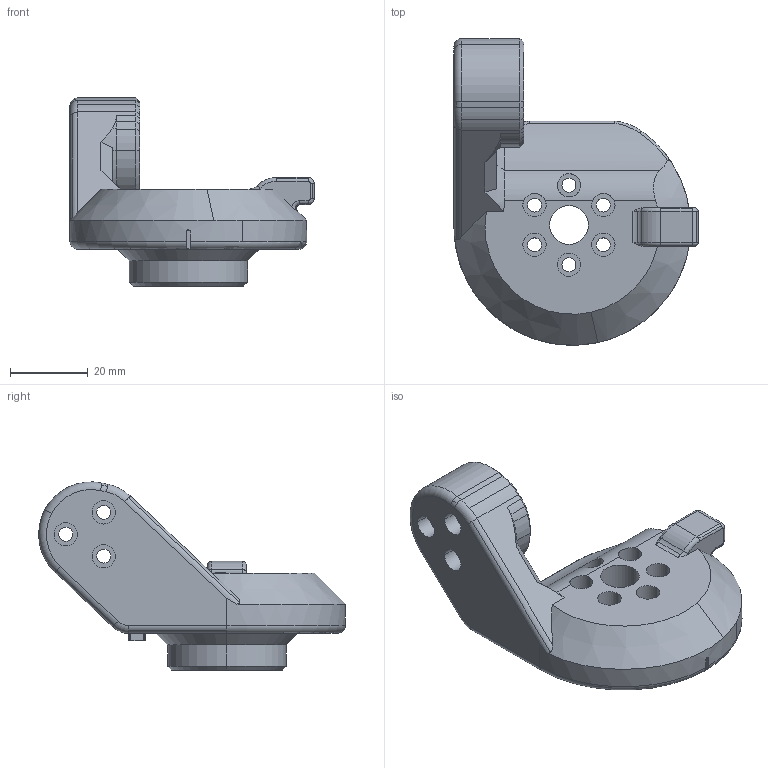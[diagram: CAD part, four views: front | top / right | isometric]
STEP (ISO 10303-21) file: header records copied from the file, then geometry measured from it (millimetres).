
FILE_DESCRIPTION (( 'STEP AP203' ), '1' );
FILE_NAME ('Joint1_Dummy v164 v1.STEP', '2023-12-03T07:57:04', ( '' ), ( '' ), 'SwSTEP 2.0', 'SolidWorks 2022', '' );
FILE_SCHEMA (( 'CONFIG_CONTROL_DESIGN' ));
Length unit declared in the file: millimetre
Products named in the file (1): Joint1_Dummy v164 v1
Bounding box: 62.9 x 79 x 48.48 mm (x, y, z)
Volume: 53298.5 mm3; surface area: 15006.9 mm2
Topology: 1 solids, 1 shells, 184 faces, 475 edges, 302 vertices
Faces by surface type: cylinder 97, plane 39, cone 23, torus 16, bspline 9
Entity records: 6467 total; most frequent: CARTESIAN_POINT 1837, DIRECTION 991, ORIENTED_EDGE 950, EDGE_CURVE 475, AXIS2_PLACEMENT_3D 408, VERTEX_POINT 302, CIRCLE 232, EDGE_LOOP 213
